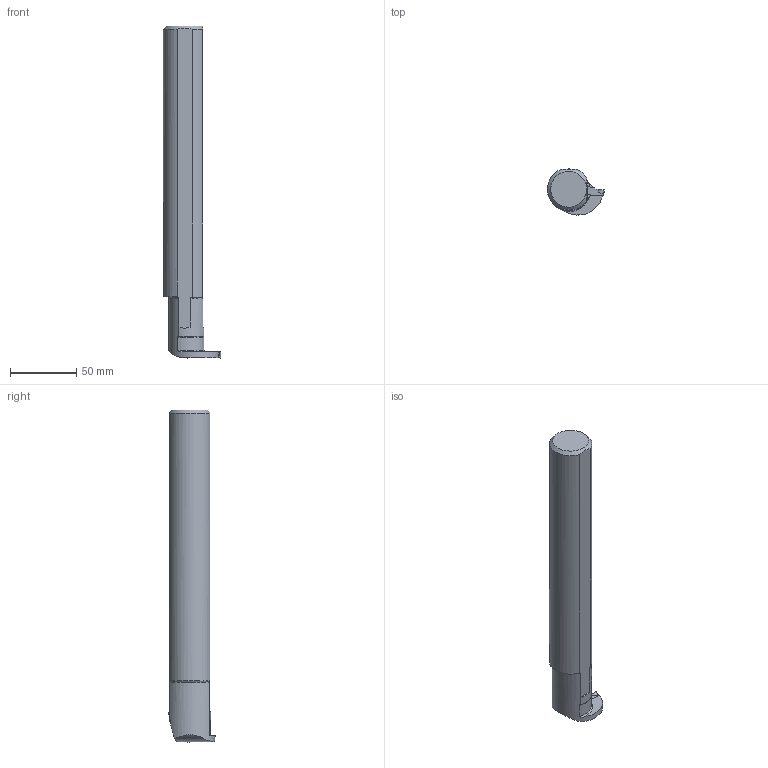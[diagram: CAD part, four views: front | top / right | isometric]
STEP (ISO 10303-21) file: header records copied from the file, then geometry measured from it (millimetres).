
FILE_DESCRIPTION(/* description */ (''),/* implementation_level */ '2;1');
FILE_NAME(/* name */ 'TOOLASSEMBLY_1.STP',/* time_stamp */ '2024-07-03T13:53:42+02:00',/* author */ (''),/* organization */ ('SMS'),/* preprocessor_version */ 'ST-DEVELOPER v16.7',/* originating_system */ 'SIEMENS PLM Software NX 12.0',/* authorisation */ '');
FILE_SCHEMA (('AUTOMOTIVE_DESIGN { 1 0 10303 214 3 1 1 1 }'));
Length unit declared in the file: millimetre
Products named in the file (4): ASSEMBLY_CONSTRUCTION; CUT_20240703135136; NOCUT_20240703135051; TOOLASSEMBLY_1
Assembly tree (3 placements, depth 2):
  TOOLASSEMBLY_1
    NOCUT_20240703135051
    CUT_20240703135136
    ASSEMBLY_CONSTRUCTION
Bounding box: 43 x 34.65 x 250 mm (x, y, z)
Volume: 184793.5 mm3; surface area: 26819 mm2
Topology: 2 solids, 2 shells, 90 faces, 249 edges, 170 vertices
Faces by surface type: plane 44, cylinder 30, torus 11, extrusion 4, cone 1
Full cylindrical faces by diameter (mm): 10 x1
Entity records: 4128 total; most frequent: CARTESIAN_POINT 1682, ORIENTED_EDGE 486, DIRECTION 478, EDGE_CURVE 243, AXIS2_PLACEMENT_3D 171, VERTEX_POINT 162, VECTOR 136, LINE 132
